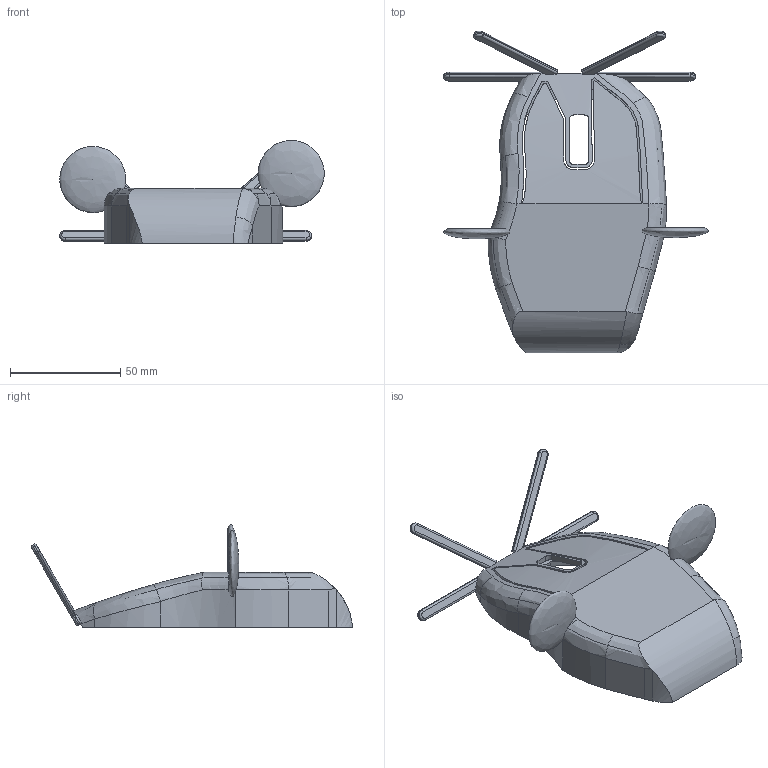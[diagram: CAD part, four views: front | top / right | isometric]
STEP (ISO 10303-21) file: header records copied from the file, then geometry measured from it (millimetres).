
FILE_DESCRIPTION(/* description */ (''),/* implementation_level */ '2;1');
FILE_NAME(/* name */ 'Case.step',/* time_stamp */ '2025-12-23T09:52:43Z',/* author */ (''),/* organization */ (''),/* preprocessor_version */ 'ST-DEVELOPER v20.1',/* originating_system */ 'Autodesk Translation Framework v14.21.0.0',/* authorisation */ '');
FILE_SCHEMA (('AUTOMOTIVE_DESIGN { 1 0 10303 214 3 1 1 }'));
Length unit declared in the file: millimetre
Products named in the file (1): 2025-12-23-09-52-42-451
Bounding box: 120 x 145.79 x 46.69 mm (x, y, z)
Volume: 46873.7 mm3; surface area: 40900.4 mm2
Topology: 1 solids, 1 shells, 203 faces, 569 edges, 371 vertices
Faces by surface type: plane 84, bspline 63, cylinder 46, torus 10
Full cylindrical faces by diameter (mm): 2.4 x2
Entity records: 17562 total; most frequent: CARTESIAN_POINT 12950, ORIENTED_EDGE 1134, DIRECTION 660, EDGE_CURVE 567, VERTEX_POINT 371, B_SPLINE_CURVE_WITH_KNOTS 267, AXIS2_PLACEMENT_3D 221, LINE 218
